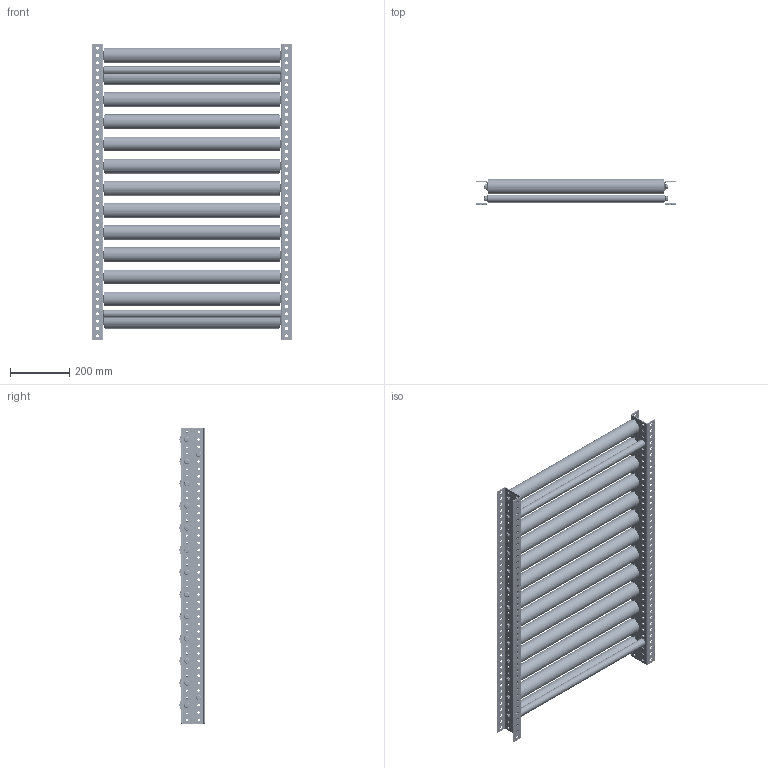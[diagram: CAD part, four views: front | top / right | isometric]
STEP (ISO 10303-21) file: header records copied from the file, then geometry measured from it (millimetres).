
FILE_DESCRIPTION (( 'STEP AP214' ), '1' );
FILE_NAME ('0014664.step', '2024-09-10T08:06:06', ( '' ), ( '' ), 'SwSTEP 2.0', 'SolidWorks 2020', '' );
FILE_SCHEMA (( 'AUTOMOTIVE_DESIGN' ));
Length unit declared in the file: millimetre
Products named in the file (9): TRG-50x1,5-STI-A12-IGM8-EL=KFG_0022780TWG_TRG-50x1,5-STI-A12-IGM8-EL=600; 0039771_Tragrollenrohr-Ø50x1,5STI_KFG_EL600; Traversen_KFG_L600; 0039780-Achse-ST-Ø12-KFG_IGM8-AL=600-TRG; 0014664; S100994_M8x16-Sperrzahnschraube-verz DIN6921; 0024178_Passscheibe_DIN988_12x18x1; Profil_SRB-40x80x40x3_KFG_S100209_U-PROFIL-40-80-40-3-SRB-L=1000; 0026293_Typ-TRG-50x1,5-12
Assembly tree (53 placements, depth 3):
  0014664
    Profil_SRB-40x80x40x3_KFG_S100209_U-PROFIL-40-80-40-3-SRB-L=1000  x2
    Traversen_KFG_L600  x2
    S100994_M8x16-Sperrzahnschraube-verz DIN6921  x30
    TRG-50x1,5-STI-A12-IGM8-EL=KFG_0022780TWG_TRG-50x1,5-STI-A12-IGM8-EL=600  x13
      0039780-Achse-ST-Ø12-KFG_IGM8-AL=600-TRG
      0026293_Typ-TRG-50x1,5-12
      0039771_Tragrollenrohr-Ø50x1,5STI_KFG_EL600
      0024178_Passscheibe_DIN988_12x18x1
Bounding box: 680 x 84.94 x 1000 mm (x, y, z)
Volume: 3986943.4 mm3; surface area: 3880726.2 mm2
Topology: 246 solids, 246 shells, 5938 faces, 13336 edges, 8114 vertices
Faces by surface type: cylinder 1892, torus 1732, plane 1342, cone 972
Entity records: 21671 total; most frequent: DIRECTION 3736, CARTESIAN_POINT 3480, ORIENTED_EDGE 3056, AXIS2_PLACEMENT_3D 1624, EDGE_CURVE 1528, VERTEX_POINT 984, CIRCLE 984, EDGE_LOOP 934
